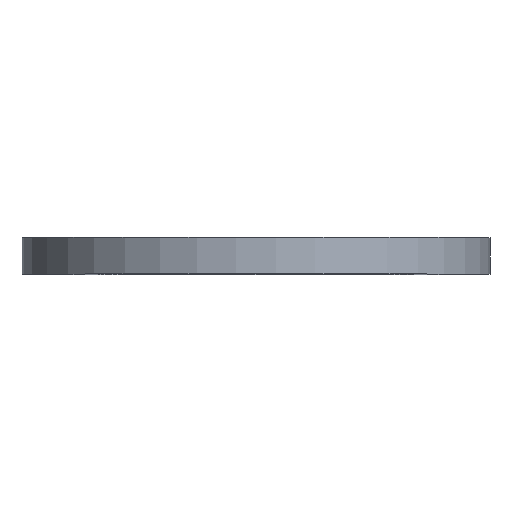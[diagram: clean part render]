
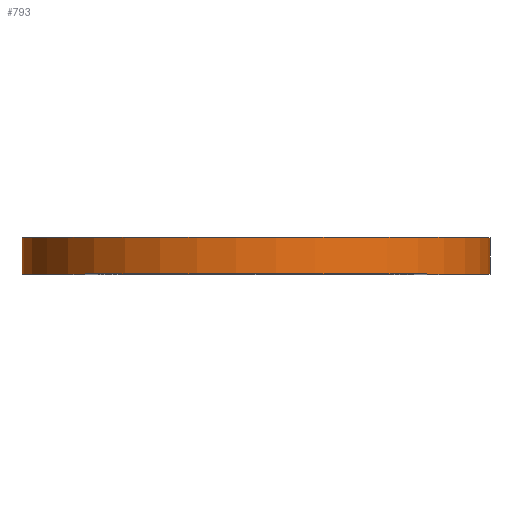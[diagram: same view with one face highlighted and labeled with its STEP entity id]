
A CAD part, top view. The second image highlights one B-rep face of the part: STEP entity #793.
In plain terms, the highlighted cylindrical face has radius 64 mm (diameter 128 mm), a partial arc.
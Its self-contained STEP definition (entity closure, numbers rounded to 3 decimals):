
#89=FACE_OUTER_BOUND('',#140,.T.);
#140=EDGE_LOOP('',(#726,#727,#728,#729));
#146=LINE('',#1161,#217);
#211=LINE('',#1361,#282);
#217=VECTOR('',#923,10.);
#282=VECTOR('',#1130,10.);
#290=CIRCLE('',#822,64.);
#317=CIRCLE('',#871,64.);
#331=VERTEX_POINT('',#1158);
#332=VERTEX_POINT('',#1160);
#337=VERTEX_POINT('',#1172);
#386=VERTEX_POINT('',#1311);
#408=EDGE_CURVE('',#331,#332,#146,.T.);
#415=EDGE_CURVE('',#331,#337,#290,.T.);
#482=EDGE_CURVE('',#332,#386,#317,.T.);
#507=EDGE_CURVE('',#337,#386,#211,.T.);
#726=ORIENTED_EDGE('',*,*,#415,.T.);
#727=ORIENTED_EDGE('',*,*,#507,.T.);
#728=ORIENTED_EDGE('',*,*,#482,.F.);
#729=ORIENTED_EDGE('',*,*,#408,.F.);
#749=CYLINDRICAL_SURFACE('',#891,64.);
#793=ADVANCED_FACE('',(#89),#749,.T.);
#822=AXIS2_PLACEMENT_3D('',#1174,#933,#934);
#871=AXIS2_PLACEMENT_3D('',#1312,#1071,#1072);
#891=AXIS2_PLACEMENT_3D('',#1362,#1131,#1132);
#923=DIRECTION('',(0.,-1.,0.));
#933=DIRECTION('center_axis',(0.,-1.,0.));
#934=DIRECTION('ref_axis',(1.,0.,0.));
#1071=DIRECTION('center_axis',(0.,-1.,0.));
#1072=DIRECTION('ref_axis',(1.,0.,0.));
#1130=DIRECTION('',(0.,-1.,0.));
#1131=DIRECTION('center_axis',(0.,-1.,0.));
#1132=DIRECTION('ref_axis',(0.,0.,
1.));
#1158=CARTESIAN_POINT('',(-210.521,123.25,635.145));
#1160=CARTESIAN_POINT('',(-210.521,113.25,635.145));
#1161=CARTESIAN_POINT('',(-210.521,123.25,635.145));
#1172=CARTESIAN_POINT('',(-329.457,123.25,635.145));
#1174=CARTESIAN_POINT('Origin',(-269.989,123.25,658.8));
#1311=CARTESIAN_POINT('',(-329.457,113.25,635.145));
#1312=CARTESIAN_POINT('Origin',(-269.989,113.25,658.8));
#1361=CARTESIAN_POINT('',(-329.457,123.25,635.145));
#1362=CARTESIAN_POINT('Origin',(-269.989,123.25,658.8));
